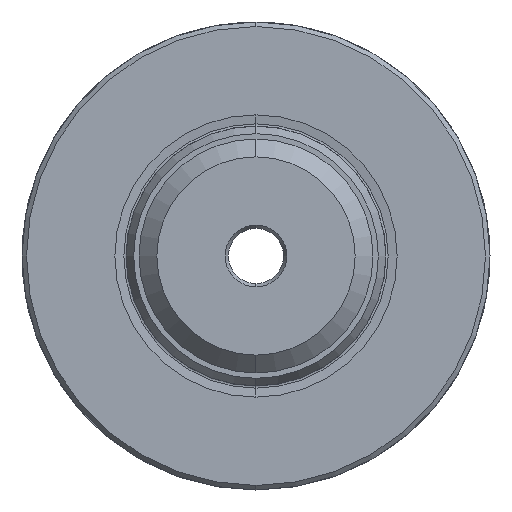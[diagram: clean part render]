
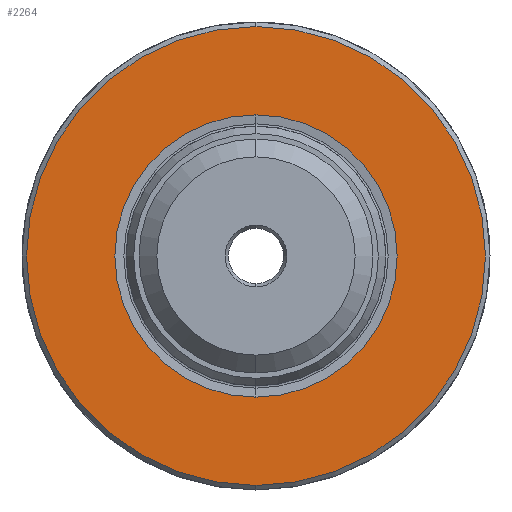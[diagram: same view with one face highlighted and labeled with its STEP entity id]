
A CAD part, left-side view. The second image highlights one B-rep face of the part: STEP entity #2264.
In plain terms, the highlighted planar face has unit normal (-1, 0, 0).
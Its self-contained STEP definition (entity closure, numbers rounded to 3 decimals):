
#32 = CARTESIAN_POINT ( 'NONE',  ( 0., 0., 21.715 ) ) ;
#59 = VERTEX_POINT ( 'NONE', #951 ) ;
#61 = CARTESIAN_POINT ( 'NONE',  ( 0., 21.715, 0. ) ) ;
#73 = AXIS2_PLACEMENT_3D ( 'NONE', #742, #2178, #395 ) ;
#118 = DIRECTION ( 'NONE',  ( 1., 0., 0. ) ) ;
#148 = AXIS2_PLACEMENT_3D ( 'NONE', #948, #2164, #604 ) ;
#214 = ORIENTED_EDGE ( 'NONE', *, *, #1678, .T. ) ;
#344 = EDGE_LOOP ( 'NONE', ( #911, #214 ) ) ;
#395 = DIRECTION ( 'NONE',  ( 0., 0., -1. ) ) ;
#453 = CARTESIAN_POINT ( 'NONE',  ( 0., 0., 0. ) ) ;
#604 = DIRECTION ( 'NONE',  ( 0., 0., -1. ) ) ;
#635 = EDGE_CURVE ( 'NONE', #670, #822, #1451, .T. ) ;
#667 = DIRECTION ( 'NONE',  ( 1., 0., 0. ) ) ;
#670 = VERTEX_POINT ( 'NONE', #2169 ) ;
#742 = CARTESIAN_POINT ( 'NONE',  ( 0., 0., 0. ) ) ;
#750 = FACE_OUTER_BOUND ( 'NONE', #1641, .T. ) ;
#789 = PLANE ( 'NONE',  #1366 ) ;
#822 = VERTEX_POINT ( 'NONE', #920 ) ;
#846 = AXIS2_PLACEMENT_3D ( 'NONE', #453, #118, #1176 ) ;
#858 = VERTEX_POINT ( 'NONE', #32 ) ;
#911 = ORIENTED_EDGE ( 'NONE', *, *, #1814, .T. ) ;
#920 = CARTESIAN_POINT ( 'NONE',  ( 0., 0., 35.3 ) ) ;
#940 = DIRECTION ( 'NONE',  ( -1., 0., 0. ) ) ;
#948 = CARTESIAN_POINT ( 'NONE',  ( 0., 0., 0. ) ) ;
#951 = CARTESIAN_POINT ( 'NONE',  ( 0., 0., -21.715 ) ) ;
#988 = AXIS2_PLACEMENT_3D ( 'NONE', #2280, #667, #1932 ) ;
#1090 = CIRCLE ( 'NONE', #73, 35.3 ) ;
#1176 = DIRECTION ( 'NONE',  ( 0., 0., -1. ) ) ;
#1344 = EDGE_CURVE ( 'NONE', #822, #670, #1090, .T. ) ;
#1347 = CIRCLE ( 'NONE', #148, 21.715 ) ;
#1366 = AXIS2_PLACEMENT_3D ( 'NONE', #61, #940, #1834 ) ;
#1446 = ORIENTED_EDGE ( 'NONE', *, *, #635, .F. ) ;
#1451 = CIRCLE ( 'NONE', #846, 35.3 ) ;
#1641 = EDGE_LOOP ( 'NONE', ( #1446, #1654 ) ) ;
#1654 = ORIENTED_EDGE ( 'NONE', *, *, #1344, .F. ) ;
#1678 = EDGE_CURVE ( 'NONE', #59, #858, #1347, .T. ) ;
#1781 = CIRCLE ( 'NONE', #988, 21.715 ) ;
#1814 = EDGE_CURVE ( 'NONE', #858, #59, #1781, .T. ) ;
#1834 = DIRECTION ( 'NONE',  ( 0., 0., 1. ) ) ;
#1932 = DIRECTION ( 'NONE',  ( 0., 0., -1. ) ) ;
#2164 = DIRECTION ( 'NONE',  ( 1., 0., 0. ) ) ;
#2169 = CARTESIAN_POINT ( 'NONE',  ( 0., 0., -35.3 ) ) ;
#2178 = DIRECTION ( 'NONE',  ( 1., 0., 0. ) ) ;
#2222 = FACE_BOUND ( 'NONE', #344, .T. ) ;
#2264 = ADVANCED_FACE ( 'NONE', ( #2222, #750 ), #789, .T. ) ;
#2280 = CARTESIAN_POINT ( 'NONE',  ( 0., 0., 0. ) ) ;
